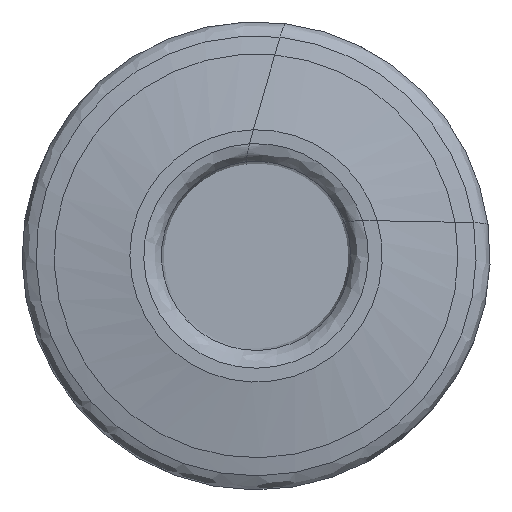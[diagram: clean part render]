
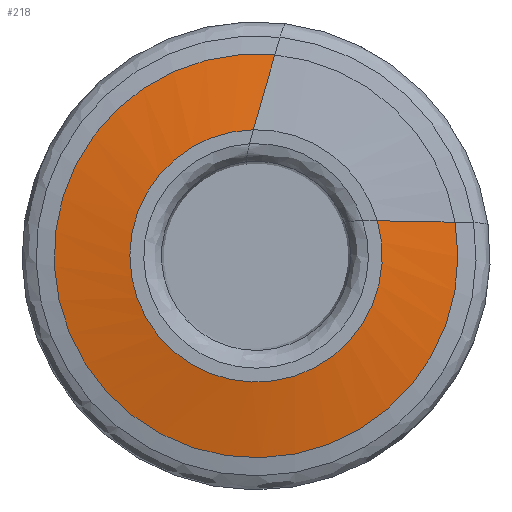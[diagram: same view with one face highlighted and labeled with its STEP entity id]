
A CAD part, left-side view. The second image highlights one B-rep face of the part: STEP entity #218.
In plain terms, the highlighted free-form (B-spline) face has degree [1, 3] with [2, 7] control points.
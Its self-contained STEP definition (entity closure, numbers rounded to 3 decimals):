
#40=(
BOUNDED_SURFACE()
B_SPLINE_SURFACE(1,3,((#1311,#1312,#1313,#1314,#1315,#1316,#1317),(#1318,
#1319,#1320,#1321,#1322,#1323,#1324)),.UNSPECIFIED.,.F.,.F.,.F.)
B_SPLINE_SURFACE_WITH_KNOTS((2,2),(4,3,4),(0.,1.),(0.,0.5,1.),
 .UNSPECIFIED.)
GEOMETRIC_REPRESENTATION_ITEM()
RATIONAL_B_SPLINE_SURFACE(((1.,0.548,0.548,1.,0.548,
0.548,1.),(1.,0.548,0.548,1.,0.548,
0.548,1.)))
REPRESENTATION_ITEM('')
SURFACE()
);
#72=LINE('',#1309,#96);
#73=LINE('',#1310,#97);
#96=VECTOR('',#947,1.);
#97=VECTOR('',#948,1.);
#148=FACE_OUTER_BOUND('',#339,.T.);
#218=ADVANCED_FACE('',(#148),#40,.F.);
#339=EDGE_LOOP('',(#440,#441,#442,#443));
#440=ORIENTED_EDGE('',*,*,#633,.F.);
#441=ORIENTED_EDGE('',*,*,#634,.F.);
#442=ORIENTED_EDGE('',*,*,#630,.T.);
#443=ORIENTED_EDGE('',*,*,#635,.F.);
#569=VERTEX_POINT('',#1301);
#570=VERTEX_POINT('',#1302);
#571=VERTEX_POINT('',#1307);
#572=VERTEX_POINT('',#1308);
#630=EDGE_CURVE('',#569,#570,#705,.T.);
#633=EDGE_CURVE('',#571,#572,#706,.T.);
#634=EDGE_CURVE('',#569,#571,#72,.T.);
#635=EDGE_CURVE('',#572,#570,#73,.T.);
#705=CIRCLE('',#786,5.391);
#706=CIRCLE('',#788,8.625);
#786=AXIS2_PLACEMENT_3D('',#1300,#939,#940);
#788=AXIS2_PLACEMENT_3D('',#1306,#945,#946);
#939=DIRECTION('',(1.,0.,0.));
#940=DIRECTION('',(0.,-0.961,0.278));
#945=DIRECTION('',(1.,0.,0.));
#946=DIRECTION('',(0.,-0.986,0.167));
#947=DIRECTION('',(0.173,-0.985,-0.018));
#948=DIRECTION('',(-0.173,0.271,-0.947));
#1300=CARTESIAN_POINT('',(0.,0.,0.));
#1301=CARTESIAN_POINT('',(0.,-5.178,1.5));
#1302=CARTESIAN_POINT('',(0.,0.115,5.39));
#1306=CARTESIAN_POINT('',(0.583,0.,0.));
#1307=CARTESIAN_POINT('',(0.583,-8.504,1.439));
#1308=CARTESIAN_POINT('',(0.583,-0.802,8.588));
#1309=CARTESIAN_POINT('',(0.,-5.178,1.5));
#1310=CARTESIAN_POINT('',(0.,0.115,5.39));
#1311=CARTESIAN_POINT('',(0.,-5.178,1.5));
#1312=CARTESIAN_POINT('',(0.,-6.906,-4.467));
#1313=CARTESIAN_POINT('',(0.,-1.813,-8.022));
#1314=CARTESIAN_POINT('',(0.,3.192,-4.344));
#1315=CARTESIAN_POINT('',(0.,8.198,-0.665));
#1316=CARTESIAN_POINT('',(0.,6.325,5.258));
#1317=CARTESIAN_POINT('',(0.,0.115,5.39));
#1318=CARTESIAN_POINT('',(0.583,-8.504,1.439));
#1319=CARTESIAN_POINT('',(0.583,-10.162,-8.361));
#1320=CARTESIAN_POINT('',(0.583,-1.417,-13.083));
#1321=CARTESIAN_POINT('',(0.583,5.868,-6.322));
#1322=CARTESIAN_POINT('',(0.583,13.152,0.44));
#1323=CARTESIAN_POINT('',(0.583,9.094,9.512));
#1324=CARTESIAN_POINT('',(0.583,-0.802,8.588));
